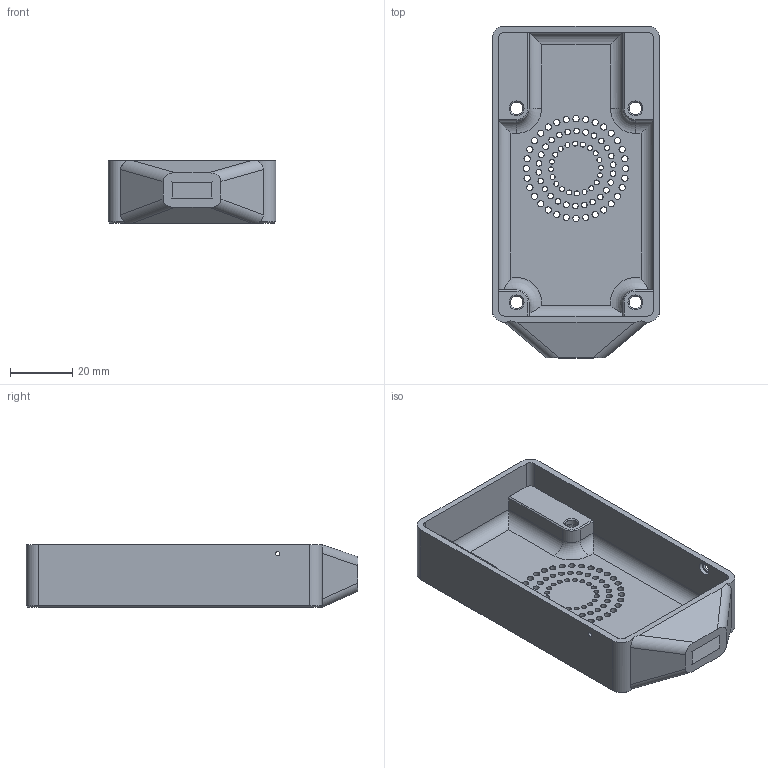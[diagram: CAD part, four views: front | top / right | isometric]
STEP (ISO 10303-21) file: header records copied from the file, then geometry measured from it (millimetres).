
FILE_DESCRIPTION(/* description */ (''),/* implementation_level */ '2;1');
FILE_NAME(/* name */ 'Pithy Screen Plus Mount C.step',/* time_stamp */ '2021-03-27T18:50:59+00:00',/* author */ (''),/* organization */ (''),/* preprocessor_version */ 'ST-DEVELOPER v18.1',/* originating_system */ 'Autodesk Translation Framework v9.10.0.1330',/* authorisation */ '');
FILE_SCHEMA (('AUTOMOTIVE_DESIGN { 1 0 10303 214 3 1 1 }'));
Length unit declared in the file: millimetre
Products named in the file (1): Pithy Screen Plus Mount C
Bounding box: 53.72 x 106.47 x 20 mm (x, y, z)
Volume: 28338.5 mm3; surface area: 22788.8 mm2
Topology: 1 solids, 1 shells, 186 faces, 507 edges, 324 vertices
Faces by surface type: cylinder 113, plane 49, cone 20, torus 4
Full cylindrical faces by diameter (mm): 1.4 x1, 1.6 x20, 1.8 x26, 2 x32, 3.1 x1, 4 x4, 4.2 x1, 6 x4
Entity records: 6385 total; most frequent: DIRECTION 1113, CARTESIAN_POINT 1110, ORIENTED_EDGE 1014, EDGE_CURVE 507, AXIS2_PLACEMENT_3D 433, EDGE_LOOP 357, VERTEX_POINT 324, LINE 247
